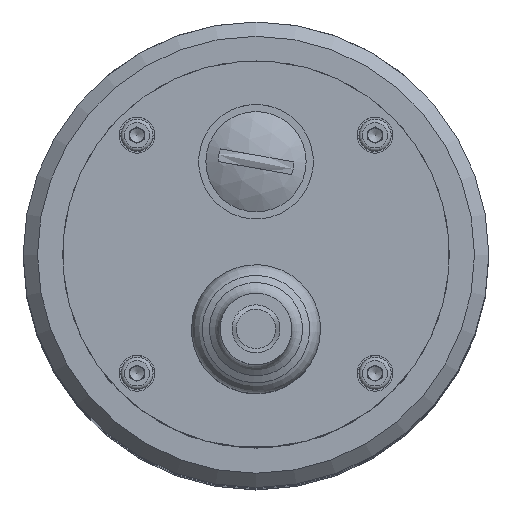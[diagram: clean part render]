
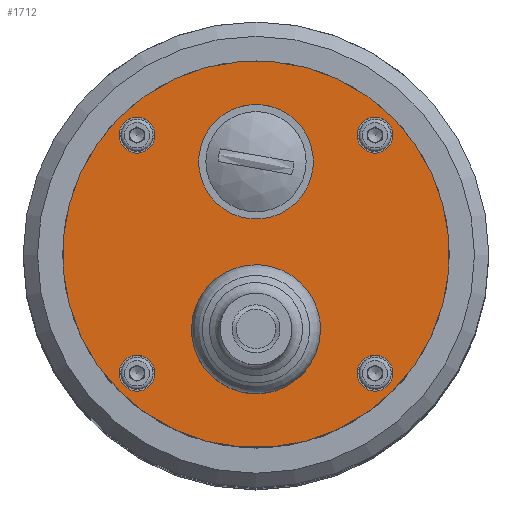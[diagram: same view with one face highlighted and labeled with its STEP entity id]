
A CAD part, top view. The second image highlights one B-rep face of the part: STEP entity #1712.
In plain terms, the highlighted planar face has unit normal (0, 0, 1).
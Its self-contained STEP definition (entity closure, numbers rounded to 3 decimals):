
#34 = ORIENTED_EDGE ( 'NONE', *, *, #1247, .F. ) ;
#69 = PLANE ( 'NONE',  #2868 ) ;
#74 = CARTESIAN_POINT ( 'NONE',  ( 19.092, 19.092, 23. ) ) ;
#89 = DIRECTION ( 'NONE',  ( -0.707, 0.707, 0. ) ) ;
#108 = CIRCLE ( 'NONE', #1972, 27. ) ;
#172 = DIRECTION ( 'NONE',  ( 0., 0., 1. ) ) ;
#205 = EDGE_CURVE ( 'NONE', #2344, #2344, #1947, .T. ) ;
#299 = CARTESIAN_POINT ( 'NONE',  ( -14.849, -18.385, 23. ) ) ;
#343 = FACE_OUTER_BOUND ( 'NONE', #1999, .T. ) ;
#344 = FACE_BOUND ( 'NONE', #1982, .T. ) ;
#346 = FACE_BOUND ( 'NONE', #1978, .T. ) ;
#350 = FACE_BOUND ( 'NONE', #1679, .T. ) ;
#351 = FACE_BOUND ( 'NONE', #1693, .T. ) ;
#372 = FACE_BOUND ( 'NONE', #1725, .T. ) ;
#377 = FACE_BOUND ( 'NONE', #1653, .T. ) ;
#431 = AXIS2_PLACEMENT_3D ( 'NONE', #2098, #1371, #1617 ) ;
#445 = DIRECTION ( 'NONE',  ( 0., 0., -1. ) ) ;
#472 = CARTESIAN_POINT ( 'NONE',  ( 18.385, -18.385, 23. ) ) ;
#551 = ORIENTED_EDGE ( 'NONE', *, *, #205, .F. ) ;
#554 = DIRECTION ( 'NONE',  ( 0.707, -0.707, 0. ) ) ;
#629 = EDGE_CURVE ( 'NONE', #2219, #2219, #1669, .T. ) ;
#638 = AXIS2_PLACEMENT_3D ( 'NONE', #1637, #172, #2421 ) ;
#644 = ORIENTED_EDGE ( 'NONE', *, *, #629, .F. ) ;
#699 = AXIS2_PLACEMENT_3D ( 'NONE', #1797, #1801, #1819 ) ;
#726 = EDGE_CURVE ( 'NONE', #2185, #2185, #1522, .T. ) ;
#733 = CIRCLE ( 'NONE', #699, 2.5 ) ;
#845 = CARTESIAN_POINT ( 'NONE',  ( 16.617, -16.617, 23. ) ) ;
#971 = CIRCLE ( 'NONE', #2635, 6.45 ) ;
#998 = AXIS2_PLACEMENT_3D ( 'NONE', #845, #1986, #554 ) ;
#1049 = CIRCLE ( 'NONE', #1731, 8. ) ;
#1063 = ORIENTED_EDGE ( 'NONE', *, *, #2001, .T. ) ;
#1247 = EDGE_CURVE ( 'NONE', #2169, #2169, #1049, .T. ) ;
#1275 = CARTESIAN_POINT ( 'NONE',  ( 0., 12.92, 23. ) ) ;
#1281 = DIRECTION ( 'NONE',  ( 0., 0., 1. ) ) ;
#1285 = DIRECTION ( 'NONE',  ( 0.707, -0.707, 0. ) ) ;
#1332 = EDGE_CURVE ( 'NONE', #2148, #2148, #971, .T. ) ;
#1371 = DIRECTION ( 'NONE',  ( 0., 0., 1. ) ) ;
#1463 = EDGE_CURVE ( 'NONE', #2140, #2140, #733, .T. ) ;
#1505 = ORIENTED_EDGE ( 'NONE', *, *, #726, .F. ) ;
#1522 = CIRCLE ( 'NONE', #431, 2.5 ) ;
#1617 = DIRECTION ( 'NONE',  ( 0.707, -0.707, 0. ) ) ;
#1637 = CARTESIAN_POINT ( 'NONE',  ( -16.617, 16.617, 23. ) ) ;
#1643 = CARTESIAN_POINT ( 'NONE',  ( -14.849, 14.849, 23. ) ) ;
#1653 = EDGE_LOOP ( 'NONE', ( #2322 ) ) ;
#1669 = CIRCLE ( 'NONE', #638, 2.5 ) ;
#1679 = EDGE_LOOP ( 'NONE', ( #2692 ) ) ;
#1693 = EDGE_LOOP ( 'NONE', ( #644 ) ) ;
#1699 = DIRECTION ( 'NONE',  ( 0.707, -0.707, 0. ) ) ;
#1712 = ADVANCED_FACE ( 'NONE', ( #350, #377, #372, #351, #346, #344, #343 ), #69, .F. ) ;
#1725 = EDGE_LOOP ( 'NONE', ( #551 ) ) ;
#1731 = AXIS2_PLACEMENT_3D ( 'NONE', #1275, #1281, #1285 ) ;
#1733 = DIRECTION ( 'NONE',  ( 0., 0., 1. ) ) ;
#1745 = CARTESIAN_POINT ( 'NONE',  ( 0., 0., 23. ) ) ;
#1797 = CARTESIAN_POINT ( 'NONE',  ( 16.617, 16.617, 23. ) ) ;
#1801 = DIRECTION ( 'NONE',  ( 0., 0., 1. ) ) ;
#1819 = DIRECTION ( 'NONE',  ( 0.707, -0.707, 0. ) ) ;
#1947 = CIRCLE ( 'NONE', #998, 2.5 ) ;
#1972 = AXIS2_PLACEMENT_3D ( 'NONE', #1745, #1733, #1699 ) ;
#1978 = EDGE_LOOP ( 'NONE', ( #1505 ) ) ;
#1982 = EDGE_LOOP ( 'NONE', ( #34 ) ) ;
#1986 = DIRECTION ( 'NONE',  ( 0., 0., 1. ) ) ;
#1999 = EDGE_LOOP ( 'NONE', ( #1063 ) ) ;
#2001 = EDGE_CURVE ( 'NONE', #2099, #2099, #108, .T. ) ;
#2098 = CARTESIAN_POINT ( 'NONE',  ( -16.617, -16.617, 23. ) ) ;
#2099 = VERTEX_POINT ( 'NONE', #2529 ) ;
#2140 = VERTEX_POINT ( 'NONE', #2622 ) ;
#2148 = VERTEX_POINT ( 'NONE', #2758 ) ;
#2169 = VERTEX_POINT ( 'NONE', #2796 ) ;
#2185 = VERTEX_POINT ( 'NONE', #299 ) ;
#2219 = VERTEX_POINT ( 'NONE', #1643 ) ;
#2322 = ORIENTED_EDGE ( 'NONE', *, *, #1463, .F. ) ;
#2344 = VERTEX_POINT ( 'NONE', #472 ) ;
#2353 = CARTESIAN_POINT ( 'NONE',  ( 0., -10.5, 23. ) ) ;
#2356 = DIRECTION ( 'NONE',  ( 0., 0., 1. ) ) ;
#2361 = DIRECTION ( 'NONE',  ( 0.707, -0.707, 0. ) ) ;
#2421 = DIRECTION ( 'NONE',  ( 0.707, -0.707, 0. ) ) ;
#2529 = CARTESIAN_POINT ( 'NONE',  ( 19.092, -19.092, 23. ) ) ;
#2622 = CARTESIAN_POINT ( 'NONE',  ( 18.385, 14.849, 23. ) ) ;
#2635 = AXIS2_PLACEMENT_3D ( 'NONE', #2353, #2356, #2361 ) ;
#2692 = ORIENTED_EDGE ( 'NONE', *, *, #1332, .F. ) ;
#2758 = CARTESIAN_POINT ( 'NONE',  ( 4.561, -15.061, 23. ) ) ;
#2796 = CARTESIAN_POINT ( 'NONE',  ( 5.657, 7.263, 23. ) ) ;
#2868 = AXIS2_PLACEMENT_3D ( 'NONE', #74, #445, #89 ) ;
